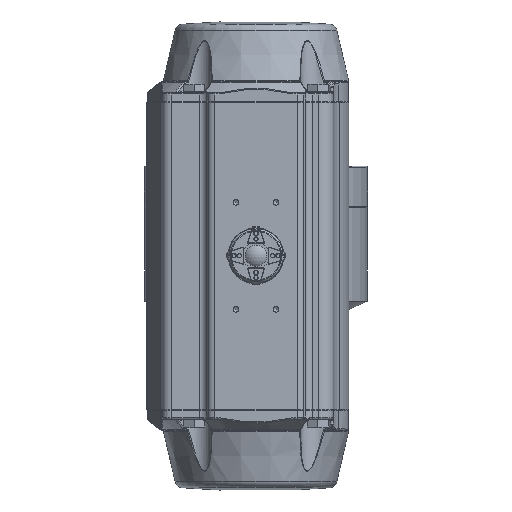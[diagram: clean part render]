
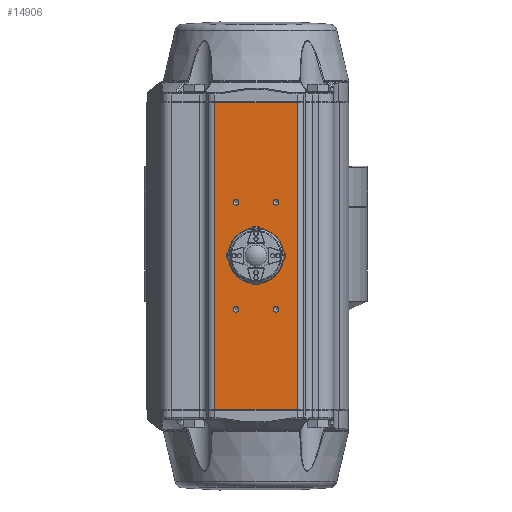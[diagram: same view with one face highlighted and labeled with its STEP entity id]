
A CAD part, top view. The second image highlights one B-rep face of the part: STEP entity #14906.
In plain terms, the highlighted face is planar.
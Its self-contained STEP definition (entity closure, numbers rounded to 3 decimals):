
#645=PLANE('',#16054);
#1496=CIRCLE('',#16055,19.);
#1497=CIRCLE('',#16056,2.1);
#1498=CIRCLE('',#16057,2.1);
#1499=CIRCLE('',#16058,2.1);
#1500=CIRCLE('',#16059,2.1);
#3294=ORIENTED_EDGE('',*,*,#6943,.F.);
#3295=ORIENTED_EDGE('',*,*,#6944,.F.);
#3296=ORIENTED_EDGE('',*,*,#6945,.F.);
#3297=ORIENTED_EDGE('',*,*,#6946,.F.);
#3298=ORIENTED_EDGE('',*,*,#6947,.F.);
#3299=ORIENTED_EDGE('',*,*,#6846,.F.);
#3300=ORIENTED_EDGE('',*,*,#6818,.T.);
#3301=ORIENTED_EDGE('',*,*,#6847,.T.);
#3302=ORIENTED_EDGE('',*,*,#6723,.T.);
#6723=EDGE_CURVE('',#8675,#8679,#9947,.T.);
#6818=EDGE_CURVE('',#8742,#8738,#10006,.T.);
#6846=EDGE_CURVE('',#8742,#8679,#10028,.T.);
#6847=EDGE_CURVE('',#8738,#8675,#10029,.T.);
#6943=EDGE_CURVE('',#8814,#8814,#1496,.T.);
#6944=EDGE_CURVE('',#8815,#8815,#1497,.T.);
#6945=EDGE_CURVE('',#8816,#8816,#1498,.T.);
#6946=EDGE_CURVE('',#8817,#8817,#1499,.T.);
#6947=EDGE_CURVE('',#8818,#8818,#1500,.T.);
#8675=VERTEX_POINT('',#22705);
#8679=VERTEX_POINT('',#22717);
#8738=VERTEX_POINT('',#22893);
#8742=VERTEX_POINT('',#22905);
#8814=VERTEX_POINT('',#23162);
#8815=VERTEX_POINT('',#23164);
#8816=VERTEX_POINT('',#23166);
#8817=VERTEX_POINT('',#23168);
#8818=VERTEX_POINT('',#23170);
#9947=LINE('',#22718,#10705);
#10006=LINE('',#22908,#10764);
#10028=LINE('',#22966,#10786);
#10029=LINE('',#22968,#10787);
#10705=VECTOR('',#18010,1000.);
#10764=VECTOR('',#18203,1000.);
#10786=VECTOR('',#18261,1000.);
#10787=VECTOR('',#18264,1000.);
#11524=EDGE_LOOP('',(#3294));
#11525=EDGE_LOOP('',(#3295));
#11526=EDGE_LOOP('',(#3296));
#11527=EDGE_LOOP('',(#3297));
#11528=EDGE_LOOP('',(#3298));
#11529=EDGE_LOOP('',(#3299,#3300,#3301,#3302));
#12632=FACE_BOUND('',#11524,.T.);
#12633=FACE_BOUND('',#11525,.T.);
#12634=FACE_BOUND('',#11526,.T.);
#12635=FACE_BOUND('',#11527,.T.);
#12636=FACE_BOUND('',#11528,.T.);
#12637=FACE_BOUND('',#11529,.T.);
#14906=ADVANCED_FACE('',(#12632,#12633,#12634,#12635,#12636,#12637),#645,
 .F.);
#16054=AXIS2_PLACEMENT_3D('',#23160,#18468,#18469);
#16055=AXIS2_PLACEMENT_3D('',#23161,#18470,#18471);
#16056=AXIS2_PLACEMENT_3D('',#23163,#18472,#18473);
#16057=AXIS2_PLACEMENT_3D('',#23165,#18474,#18475);
#16058=AXIS2_PLACEMENT_3D('',#23167,#18476,#18477);
#16059=AXIS2_PLACEMENT_3D('',#23169,#18478,#18479);
#18010=DIRECTION('',(-1.,0.,0.));
#18203=DIRECTION('',(1.,0.,0.));
#18261=DIRECTION('',(0.,0.,-1.));
#18264=DIRECTION('',(0.,0.,-1.));
#18468=DIRECTION('',(0.,-1.,0.));
#18469=DIRECTION('',(0.,0.,-1.));
#18470=DIRECTION('',(0.,1.,0.));
#18471=DIRECTION('',(0.,0.,-1.));
#18472=DIRECTION('',(0.,1.,0.));
#18473=DIRECTION('',(0.,0.,1.));
#18474=DIRECTION('',(0.,1.,0.));
#18475=DIRECTION('',(0.,0.,1.));
#18476=DIRECTION('',(0.,1.,0.));
#18477=DIRECTION('',(0.,0.,1.));
#18478=DIRECTION('',(0.,1.,0.));
#18479=DIRECTION('',(0.,0.,1.));
#22705=CARTESIAN_POINT('',(30.702,79.,-115.));
#22717=CARTESIAN_POINT('',(-30.702,79.,-115.));
#22718=CARTESIAN_POINT('',(-30.702,79.,-115.));
#22893=CARTESIAN_POINT('',(30.702,79.,115.));
#22905=CARTESIAN_POINT('',(-30.702,79.,115.));
#22908=CARTESIAN_POINT('',(30.702,79.,115.));
#22966=CARTESIAN_POINT('',(-30.702,79.,115.5));
#22968=CARTESIAN_POINT('',(30.702,79.,115.5));
#23160=CARTESIAN_POINT('',(-30.702,79.,115.5));
#23161=CARTESIAN_POINT('',(0.,79.,0.));
#23162=CARTESIAN_POINT('',(0.,79.,-19.));
#23163=CARTESIAN_POINT('',(-15.,79.,40.));
#23164=CARTESIAN_POINT('',(-15.,79.,42.1));
#23165=CARTESIAN_POINT('',(15.,79.,40.));
#23166=CARTESIAN_POINT('',(15.,79.,42.1));
#23167=CARTESIAN_POINT('',(15.,79.,-40.));
#23168=CARTESIAN_POINT('',(15.,79.,-37.9));
#23169=CARTESIAN_POINT('',(-15.,79.,-40.));
#23170=CARTESIAN_POINT('',(-15.,79.,-37.9));
